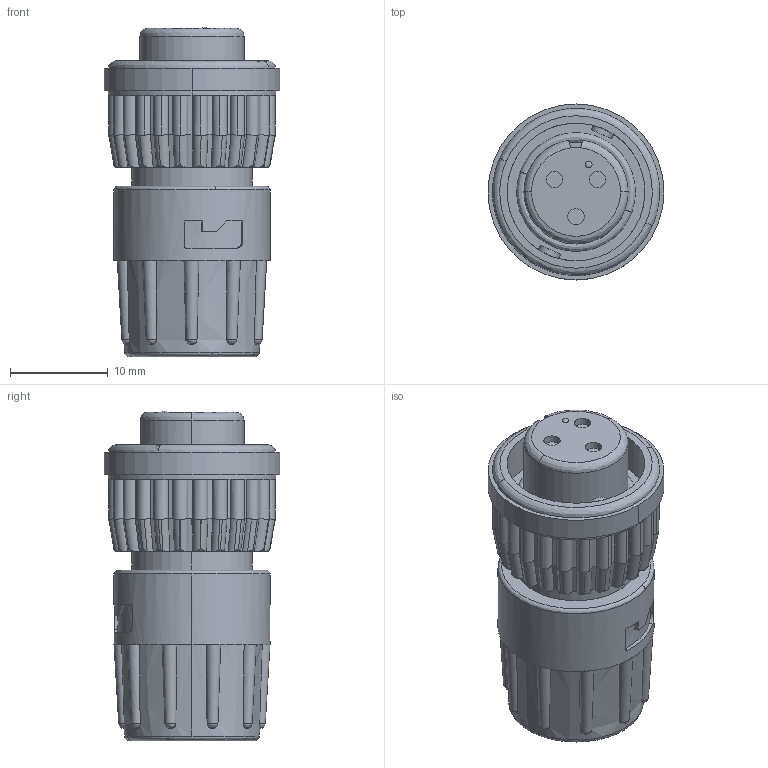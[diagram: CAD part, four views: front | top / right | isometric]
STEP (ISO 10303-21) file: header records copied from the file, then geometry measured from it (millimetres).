
FILE_DESCRIPTION (( 'STEP AP203' ), '1' );
FILE_NAME ('6280-3SG-311.STEP', '2013-06-21T21:26:01', ( 'J0FPBF1' ), ( '' ), 'SwSTEP 2.0', 'SolidWorks 2012', '' );
FILE_SCHEMA (( 'CONFIG_CONTROL_DESIGN' ));
Length unit declared in the file: inch
Products named in the file (1): 6280-3SG-311
Bounding box: 18.03 x 18.03 x 33.78 mm (x, y, z)
Volume: 5719.6 mm3; surface area: 2790.1 mm2
Topology: 1 solids, 1 shells, 323 faces, 911 edges, 605 vertices
Faces by surface type: cylinder 186, plane 74, bspline 59, cone 4
Entity records: 15995 total; most frequent: CARTESIAN_POINT 8674, ORIENTED_EDGE 1822, DIRECTION 1224, EDGE_CURVE 911, VERTEX_POINT 605, AXIS2_PLACEMENT_3D 495, EDGE_LOOP 338, FACE_OUTER_BOUND 323
